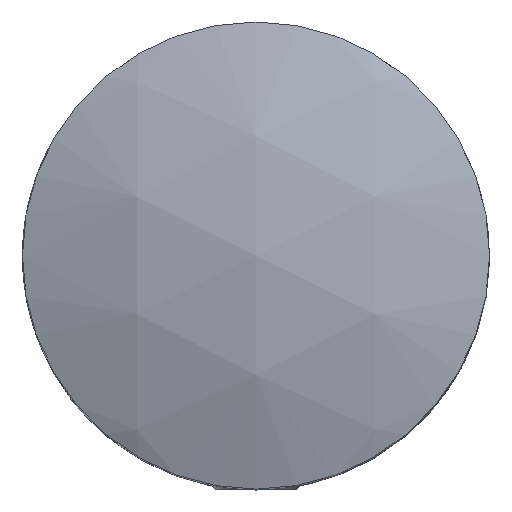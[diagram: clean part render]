
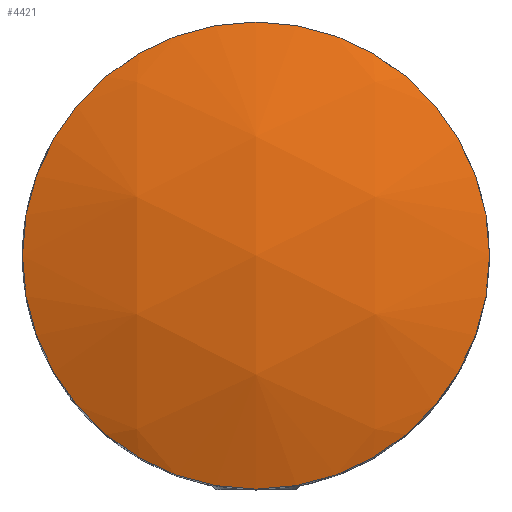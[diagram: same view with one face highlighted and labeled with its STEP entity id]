
A CAD part, top view. The second image highlights one B-rep face of the part: STEP entity #4421.
In plain terms, the highlighted spherical face has radius 28 mm.
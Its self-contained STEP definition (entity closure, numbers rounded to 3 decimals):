
#1201 = SPHERICAL_SURFACE ( 'NONE', #18515, 28. ) ;
#2643 = DIRECTION ( 'NONE',  ( 1., 0., 0. ) ) ;
#4421 = ADVANCED_FACE ( 'NONE', ( #10768 ), #1201, .T. ) ;
#4660 = DIRECTION ( 'NONE',  ( -1., 0., 0. ) ) ;
#5998 = CARTESIAN_POINT ( 'NONE',  ( 0., 0., -2. ) ) ;
#6714 = DIRECTION ( 'NONE',  ( 0., 1., 0. ) ) ;
#7115 = CIRCLE ( 'NONE', #20929, 11. ) ;
#10768 = FACE_OUTER_BOUND ( 'NONE', #23324, .T. ) ;
#12725 = VERTEX_POINT ( 'NONE', #17491 ) ;
#13446 = DIRECTION ( 'NONE',  ( 0., 0., 1. ) ) ;
#14946 = ORIENTED_EDGE ( 'NONE', *, *, #22452, .T. ) ;
#17121 = CARTESIAN_POINT ( 'NONE',  ( 0., 0., 23.749 ) ) ;
#17491 = CARTESIAN_POINT ( 'NONE',  ( 11., 0., 23.749 ) ) ;
#18515 = AXIS2_PLACEMENT_3D ( 'NONE', #5998, #4660, #6714 ) ;
#20929 = AXIS2_PLACEMENT_3D ( 'NONE', #17121, #13446, #2643 ) ;
#22452 = EDGE_CURVE ( 'NONE', #12725, #12725, #7115, .T. ) ;
#23324 = EDGE_LOOP ( 'NONE', ( #14946 ) ) ;
